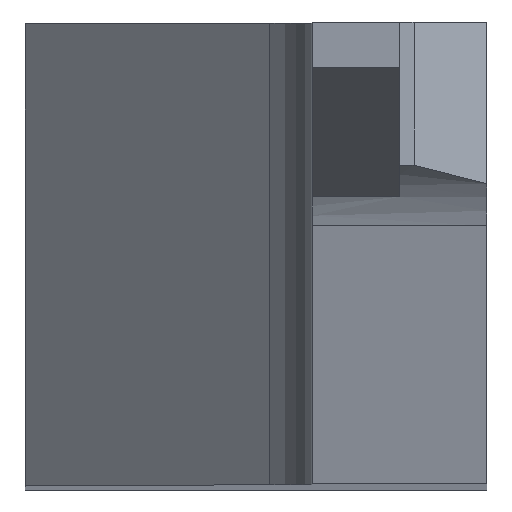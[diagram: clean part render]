
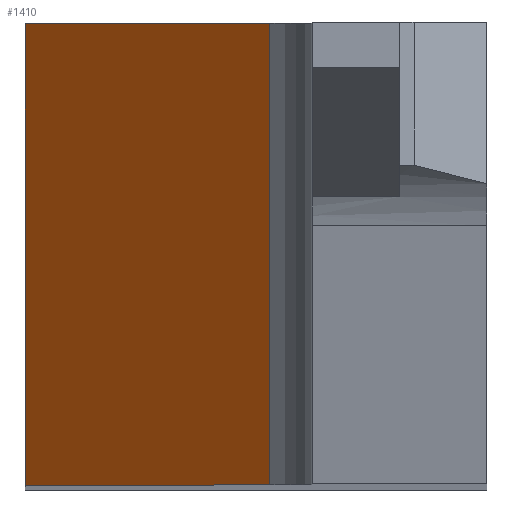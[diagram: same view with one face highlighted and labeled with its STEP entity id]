
A CAD part, top view. The second image highlights one B-rep face of the part: STEP entity #1410.
In plain terms, the highlighted planar face has unit normal (-0.707, 0, 0.707).
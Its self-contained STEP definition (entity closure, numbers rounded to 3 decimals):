
#7 = VECTOR ( 'NONE', #666, 1000. ) ;
#20 = VERTEX_POINT ( 'NONE', #24 ) ;
#24 = CARTESIAN_POINT ( 'NONE',  ( -15.875, 0., -32.946 ) ) ;
#89 = VERTEX_POINT ( 'NONE', #813 ) ;
#120 = PLANE ( 'NONE',  #174 ) ;
#130 = VECTOR ( 'NONE', #643, 1000. ) ;
#174 = AXIS2_PLACEMENT_3D ( 'NONE', #451, #1451, #682 ) ;
#190 = CARTESIAN_POINT ( 'NONE',  ( -7.464, 15.875, -24.536 ) ) ;
#218 = VERTEX_POINT ( 'NONE', #190 ) ;
#222 = EDGE_CURVE ( 'Defeature ausgef�hrt2_8+Defeature ausgef�hrt2_3+Defeature ausgef�hrt2_6+Defeature ausgef�hrt2_9', #20, #949, #409, .T. ) ;
#247 = EDGE_CURVE ( 'Defeature ausgef�hrt2_9+Defeature ausgef�hrt2_8+Defeature ausgef�hrt2_2+Defeature ausgef�hrt2_3', #218, #949, #997, .T. ) ;
#251 = FACE_OUTER_BOUND ( 'NONE', #535, .T. ) ;
#302 = LINE ( 'NONE', #402, #845 ) ;
#400 = DIRECTION ( 'NONE',  ( 0., -1., 0. ) ) ;
#402 = CARTESIAN_POINT ( 'NONE',  ( -15.875, 174.625, -32.946 ) ) ;
#409 = LINE ( 'NONE', #764, #130 ) ;
#446 = ORIENTED_EDGE ( 'NONE', *, *, #953, .T. ) ;
#451 = CARTESIAN_POINT ( 'NONE',  ( -15.875, 174.625, -32.946 ) ) ;
#519 = CARTESIAN_POINT ( 'NONE',  ( -7.464, 174.625, -24.536 ) ) ;
#535 = EDGE_LOOP ( 'NONE', ( #446, #811, #630, #1280 ) ) ;
#537 = CARTESIAN_POINT ( 'NONE',  ( -53.964, 15.875, -71.036 ) ) ;
#630 = ORIENTED_EDGE ( 'NONE', *, *, #222, .T. ) ;
#643 = DIRECTION ( 'NONE',  ( 0.707, 0., 0.707 ) ) ;
#666 = DIRECTION ( 'NONE',  ( -0.707, 0., -0.707 ) ) ;
#682 = DIRECTION ( 'NONE',  ( -0.707, 0., -0.707 ) ) ;
#694 = VECTOR ( 'NONE', #400, 1000. ) ;
#764 = CARTESIAN_POINT ( 'NONE',  ( -53.964, 0., -71.036 ) ) ;
#781 = CARTESIAN_POINT ( 'NONE',  ( -7.464, 0., -24.536 ) ) ;
#811 = ORIENTED_EDGE ( 'NONE', *, *, #1370, .T. ) ;
#813 = CARTESIAN_POINT ( 'NONE',  ( -15.875, 15.875, -32.946 ) ) ;
#845 = VECTOR ( 'NONE', #1303, 1000. ) ;
#949 = VERTEX_POINT ( 'NONE', #781 ) ;
#953 = EDGE_CURVE ( 'Defeature ausgef�hrt2_8+Defeature ausgef�hrt2_2+Defeature ausgef�hrt2_9+Defeature ausgef�hrt2_6', #218, #89, #1150, .T. ) ;
#997 = LINE ( 'NONE', #519, #694 ) ;
#1150 = LINE ( 'NONE', #537, #7 ) ;
#1280 = ORIENTED_EDGE ( 'NONE', *, *, #247, .F. ) ;
#1303 = DIRECTION ( 'NONE',  ( 0., -1., 0. ) ) ;
#1370 = EDGE_CURVE ( 'Defeature ausgef�hrt2_8+Defeature ausgef�hrt2_6+Defeature ausgef�hrt2_2+Defeature ausgef�hrt2_3', #89, #20, #302, .T. ) ;
#1410 = ADVANCED_FACE ( 'Defeature ausgef�hrt2_8', ( #251 ), #120, .T. ) ;
#1451 = DIRECTION ( 'NONE',  ( -0.707, 0., 0.707 ) ) ;
